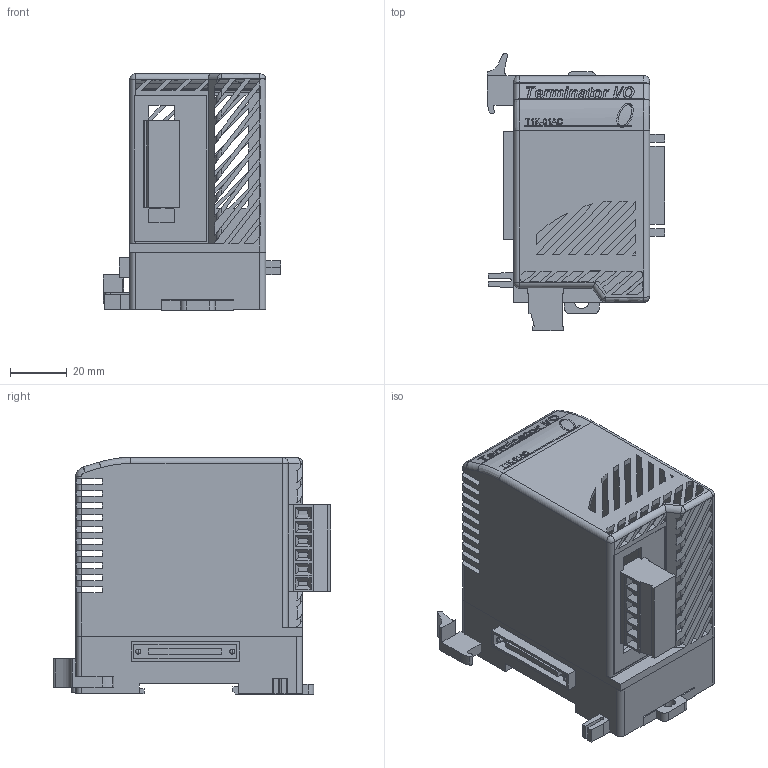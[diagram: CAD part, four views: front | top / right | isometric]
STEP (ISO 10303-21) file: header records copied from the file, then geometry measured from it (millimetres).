
FILE_DESCRIPTION (( 'STEP AP214' ), '1' );
FILE_NAME ('Terminator_AC_PwrSupply With LOGO_with venting.STEP', '2013-11-05T14:06:31', ( '' ), ( '' ), 'SwSTEP 2.0', 'SolidWorks 2013', '' );
FILE_SCHEMA (( 'AUTOMOTIVE_DESIGN' ));
Length unit declared in the file: millimetre
Products named in the file (1): Terminator_AC_PwrSupply With LOGO_with venting
Bounding box: 62.5 x 97.96 x 83.59 mm (x, y, z)
Volume: 109263.2 mm3; surface area: 56851.3 mm2
Topology: 18 solids, 18 shells, 914 faces, 2667 edges, 1753 vertices
Faces by surface type: plane 681, bspline 158, cylinder 66, sphere 7, torus 2
Entity records: 46394 total; most frequent: CARTESIAN_POINT 12948, ORIENTED_EDGE 5328, DIRECTION 3973, EDGE_CURVE 2664, VECTOR 2139, LINE 2139, VERTEX_POINT 1753, EDGE_LOOP 1027
